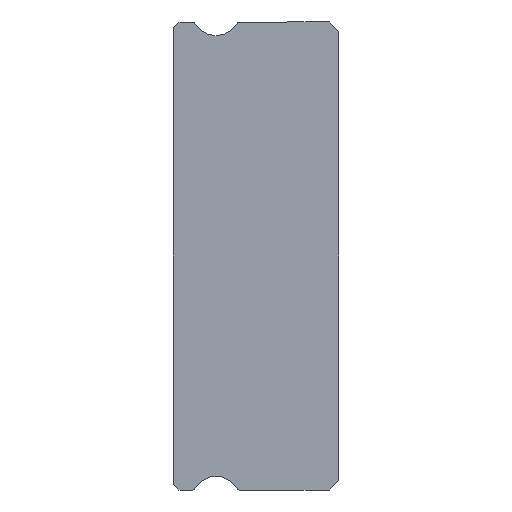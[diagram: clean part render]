
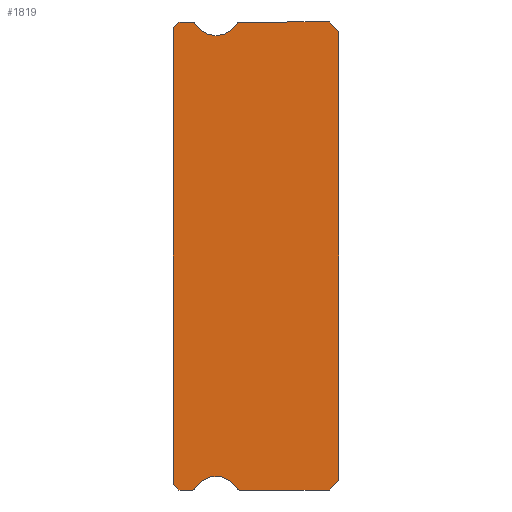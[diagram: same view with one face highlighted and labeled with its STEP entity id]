
A CAD part, left-side view. The second image highlights one B-rep face of the part: STEP entity #1819.
In plain terms, the highlighted planar face has unit normal (-1, 0, 0).
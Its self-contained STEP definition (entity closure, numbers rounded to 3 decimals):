
#89 = CARTESIAN_POINT ( 'NONE',  ( -20., 0., 11.5 ) ) ;
#93 = CIRCLE ( 'NONE', #5225, 0.15 ) ;
#113 = VERTEX_POINT ( 'NONE', #716 ) ;
#122 = AXIS2_PLACEMENT_3D ( 'NONE', #3260, #2281, #4669 ) ;
#163 = CARTESIAN_POINT ( 'NONE',  ( -20., 0., 11.5 ) ) ;
#171 = AXIS2_PLACEMENT_3D ( 'NONE', #3196, #2845, #3725 ) ;
#220 = CARTESIAN_POINT ( 'NONE',  ( -20., 5.088, 12. ) ) ;
#249 = EDGE_CURVE ( 'NONE', #507, #4031, #3896, .T. ) ;
#261 = LINE ( 'NONE', #3642, #5991 ) ;
#265 = CARTESIAN_POINT ( 'NONE',  ( -20., 8.2, 12. ) ) ;
#352 = ORIENTED_EDGE ( 'NONE', *, *, #4099, .T. ) ;
#379 = CIRCLE ( 'NONE', #4802, 1.25 ) ;
#459 = EDGE_CURVE ( 'NONE', #2797, #5920, #1828, .T. ) ;
#507 = VERTEX_POINT ( 'NONE', #4151 ) ;
#528 = EDGE_CURVE ( 'NONE', #113, #4371, #4442, .T. ) ;
#626 = VECTOR ( 'NONE', #4158, 1000. ) ;
#665 = CARTESIAN_POINT ( 'NONE',  ( -20., 7.383, 11.925 ) ) ;
#683 = EDGE_CURVE ( 'NONE', #3778, #5690, #2362, .T. ) ;
#697 = LINE ( 'NONE', #3045, #2169 ) ;
#716 = CARTESIAN_POINT ( 'NONE',  ( -20., 5.088, -12. ) ) ;
#804 = CARTESIAN_POINT ( 'NONE',  ( -20., 5.088, -11.85 ) ) ;
#810 = CARTESIAN_POINT ( 'NONE',  ( -20., 8.2, -12. ) ) ;
#924 = EDGE_LOOP ( 'NONE', ( #5011, #5190, #352, #3330, #4231, #4800, #5518, #2681, #5207, #5198, #3578, #3483, #4098, #4408, #3270, #3424, #4915 ) ) ;
#930 = PLANE ( 'NONE',  #5906 ) ;
#956 = CARTESIAN_POINT ( 'NONE',  ( -20., 7.512, 11.85 ) ) ;
#961 = DIRECTION ( 'NONE',  ( 1., 0., 0. ) ) ;
#1098 = LINE ( 'NONE', #3036, #4394 ) ;
#1130 = EDGE_CURVE ( 'NONE', #3383, #1884, #2573, .T. ) ;
#1140 = CARTESIAN_POINT ( 'NONE',  ( -20., 6.3, 12.55 ) ) ;
#1306 = CARTESIAN_POINT ( 'NONE',  ( -20., 8.2, 12. ) ) ;
#1316 = VECTOR ( 'NONE', #2859, 1000. ) ;
#1440 = CARTESIAN_POINT ( 'NONE',  ( -20., 7.383, -11.925 ) ) ;
#1585 = CARTESIAN_POINT ( 'NONE',  ( -20., 5.217, 11.925 ) ) ;
#1586 = CIRCLE ( 'NONE', #171, 0.15 ) ;
#1640 = VECTOR ( 'NONE', #3929, 1000. ) ;
#1739 = DIRECTION ( 'NONE',  ( 0., 0., -1. ) ) ;
#1785 = CARTESIAN_POINT ( 'NONE',  ( -20., 6.3, -12.55 ) ) ;
#1801 = VERTEX_POINT ( 'NONE', #1440 ) ;
#1819 = ADVANCED_FACE ( 'NONE', ( #4782 ), #930, .F. ) ;
#1828 = CIRCLE ( 'NONE', #5344, 1.25 ) ;
#1853 = DIRECTION ( 'NONE',  ( 1., 0., 0. ) ) ;
#1877 = CARTESIAN_POINT ( 'NONE',  ( -20., 8.5, 11.7 ) ) ;
#1884 = VERTEX_POINT ( 'NONE', #89 ) ;
#1979 = CARTESIAN_POINT ( 'NONE',  ( -20., 0.5, 12. ) ) ;
#2063 = CIRCLE ( 'NONE', #2868, 1.25 ) ;
#2097 = DIRECTION ( 'NONE',  ( 0., 0., 1. ) ) ;
#2136 = LINE ( 'NONE', #4052, #2853 ) ;
#2169 = VECTOR ( 'NONE', #2216, 1000. ) ;
#2185 = CARTESIAN_POINT ( 'NONE',  ( -20., 7.512, 12. ) ) ;
#2206 = EDGE_CURVE ( 'NONE', #2980, #2945, #93, .T. ) ;
#2216 = DIRECTION ( 'NONE',  ( 0., -1., 0. ) ) ;
#2281 = DIRECTION ( 'NONE',  ( 1., 0., 0. ) ) ;
#2362 = LINE ( 'NONE', #1877, #1316 ) ;
#2418 = VECTOR ( 'NONE', #2097, 1000. ) ;
#2455 = CARTESIAN_POINT ( 'NONE',  ( -20., 0.5, 12. ) ) ;
#2543 = EDGE_CURVE ( 'NONE', #4956, #113, #261, .T. ) ;
#2573 = LINE ( 'NONE', #163, #2418 ) ;
#2652 = VECTOR ( 'NONE', #4555, 1000. ) ;
#2681 = ORIENTED_EDGE ( 'NONE', *, *, #4566, .F. ) ;
#2797 = VERTEX_POINT ( 'NONE', #3048 ) ;
#2834 = VECTOR ( 'NONE', #5197, 1000. ) ;
#2845 = DIRECTION ( 'NONE',  ( 1., 0., 0. ) ) ;
#2853 = VECTOR ( 'NONE', #3579, 1000. ) ;
#2859 = DIRECTION ( 'NONE',  ( 0., 0.707, -0.707 ) ) ;
#2868 = AXIS2_PLACEMENT_3D ( 'NONE', #1785, #5525, #5987 ) ;
#2870 = CARTESIAN_POINT ( 'NONE',  ( -20., 7.512, 11.85 ) ) ;
#2896 = DIRECTION ( 'NONE',  ( 0., 0., -1. ) ) ;
#2945 = VERTEX_POINT ( 'NONE', #665 ) ;
#2980 = VERTEX_POINT ( 'NONE', #2185 ) ;
#3029 = DIRECTION ( 'NONE',  ( -1., 0., 0. ) ) ;
#3036 = CARTESIAN_POINT ( 'NONE',  ( -20., 8.5, 11.85 ) ) ;
#3037 = EDGE_CURVE ( 'NONE', #2945, #2797, #379, .T. ) ;
#3045 = CARTESIAN_POINT ( 'NONE',  ( -20., 7.512, 12. ) ) ;
#3048 = CARTESIAN_POINT ( 'NONE',  ( -20., 6.3, 11.3 ) ) ;
#3060 = EDGE_CURVE ( 'NONE', #1801, #3535, #1586, .T. ) ;
#3069 = CARTESIAN_POINT ( 'NONE',  ( -20., 0., -11.5 ) ) ;
#3082 = CARTESIAN_POINT ( 'NONE',  ( -20., 8.5, 11.7 ) ) ;
#3118 = DIRECTION ( 'NONE',  ( 0., 0., -1. ) ) ;
#3196 = CARTESIAN_POINT ( 'NONE',  ( -20., 7.512, -11.85 ) ) ;
#3260 = CARTESIAN_POINT ( 'NONE',  ( -20., 5.088, 11.85 ) ) ;
#3270 = ORIENTED_EDGE ( 'NONE', *, *, #2206, .F. ) ;
#3330 = ORIENTED_EDGE ( 'NONE', *, *, #3060, .F. ) ;
#3383 = VERTEX_POINT ( 'NONE', #3069 ) ;
#3424 = ORIENTED_EDGE ( 'NONE', *, *, #4491, .T. ) ;
#3483 = ORIENTED_EDGE ( 'NONE', *, *, #3889, .F. ) ;
#3535 = VERTEX_POINT ( 'NONE', #4250 ) ;
#3578 = ORIENTED_EDGE ( 'NONE', *, *, #6079, .F. ) ;
#3579 = DIRECTION ( 'NONE',  ( 0., 0.707, -0.707 ) ) ;
#3610 = DIRECTION ( 'NONE',  ( 0., 1., 0. ) ) ;
#3642 = CARTESIAN_POINT ( 'NONE',  ( -20., 7.512, -12. ) ) ;
#3649 = CIRCLE ( 'NONE', #122, 0.15 ) ;
#3682 = EDGE_CURVE ( 'NONE', #4371, #1801, #2063, .T. ) ;
#3725 = DIRECTION ( 'NONE',  ( 0., 0., -1. ) ) ;
#3778 = VERTEX_POINT ( 'NONE', #1306 ) ;
#3889 = EDGE_CURVE ( 'NONE', #5920, #6063, #3649, .T. ) ;
#3896 = LINE ( 'NONE', #4280, #2834 ) ;
#3929 = DIRECTION ( 'NONE',  ( 0., -0.707, -0.707 ) ) ;
#3930 = CARTESIAN_POINT ( 'NONE',  ( -20., 6.3, 12.55 ) ) ;
#4031 = VERTEX_POINT ( 'NONE', #810 ) ;
#4052 = CARTESIAN_POINT ( 'NONE',  ( -20., 0., -11.5 ) ) ;
#4098 = ORIENTED_EDGE ( 'NONE', *, *, #459, .F. ) ;
#4099 = EDGE_CURVE ( 'NONE', #4031, #3535, #5125, .T. ) ;
#4136 = DIRECTION ( 'NONE',  ( 0., 0., -1. ) ) ;
#4151 = CARTESIAN_POINT ( 'NONE',  ( -20., 8.5, -11.7 ) ) ;
#4158 = DIRECTION ( 'NONE',  ( 0., -1., 0. ) ) ;
#4231 = ORIENTED_EDGE ( 'NONE', *, *, #3682, .F. ) ;
#4250 = CARTESIAN_POINT ( 'NONE',  ( -20., 7.512, -12. ) ) ;
#4280 = CARTESIAN_POINT ( 'NONE',  ( -20., 8.2, -12. ) ) ;
#4371 = VERTEX_POINT ( 'NONE', #4402 ) ;
#4379 = VERTEX_POINT ( 'NONE', #1979 ) ;
#4394 = VECTOR ( 'NONE', #4949, 1000. ) ;
#4402 = CARTESIAN_POINT ( 'NONE',  ( -20., 5.217, -11.925 ) ) ;
#4408 = ORIENTED_EDGE ( 'NONE', *, *, #3037, .F. ) ;
#4412 = EDGE_CURVE ( 'NONE', #4379, #1884, #4433, .T. ) ;
#4433 = LINE ( 'NONE', #2455, #1640 ) ;
#4442 = CIRCLE ( 'NONE', #5448, 0.15 ) ;
#4491 = EDGE_CURVE ( 'NONE', #2980, #3778, #6022, .T. ) ;
#4514 = DIRECTION ( 'NONE',  ( -1., 0., 0. ) ) ;
#4555 = DIRECTION ( 'NONE',  ( 0., 1., 0. ) ) ;
#4566 = EDGE_CURVE ( 'NONE', #3383, #4956, #2136, .T. ) ;
#4625 = CARTESIAN_POINT ( 'NONE',  ( -20., 7.512, -12. ) ) ;
#4648 = DIRECTION ( 'NONE',  ( 1., 0., 0. ) ) ;
#4669 = DIRECTION ( 'NONE',  ( 0., 0., -1. ) ) ;
#4782 = FACE_OUTER_BOUND ( 'NONE', #924, .T. ) ;
#4800 = ORIENTED_EDGE ( 'NONE', *, *, #528, .F. ) ;
#4802 = AXIS2_PLACEMENT_3D ( 'NONE', #1140, #4514, #4136 ) ;
#4915 = ORIENTED_EDGE ( 'NONE', *, *, #683, .T. ) ;
#4949 = DIRECTION ( 'NONE',  ( 0., 0., 1. ) ) ;
#4956 = VERTEX_POINT ( 'NONE', #6013 ) ;
#5011 = ORIENTED_EDGE ( 'NONE', *, *, #5591, .F. ) ;
#5125 = LINE ( 'NONE', #4625, #626 ) ;
#5190 = ORIENTED_EDGE ( 'NONE', *, *, #249, .T. ) ;
#5197 = DIRECTION ( 'NONE',  ( 0., -0.707, -0.707 ) ) ;
#5198 = ORIENTED_EDGE ( 'NONE', *, *, #4412, .F. ) ;
#5207 = ORIENTED_EDGE ( 'NONE', *, *, #1130, .T. ) ;
#5225 = AXIS2_PLACEMENT_3D ( 'NONE', #956, #1853, #2896 ) ;
#5344 = AXIS2_PLACEMENT_3D ( 'NONE', #3930, #3029, #5470 ) ;
#5448 = AXIS2_PLACEMENT_3D ( 'NONE', #804, #4648, #3118 ) ;
#5470 = DIRECTION ( 'NONE',  ( 0., 0., -1. ) ) ;
#5518 = ORIENTED_EDGE ( 'NONE', *, *, #2543, .F. ) ;
#5525 = DIRECTION ( 'NONE',  ( -1., 0., 0. ) ) ;
#5591 = EDGE_CURVE ( 'NONE', #507, #5690, #1098, .T. ) ;
#5690 = VERTEX_POINT ( 'NONE', #3082 ) ;
#5906 = AXIS2_PLACEMENT_3D ( 'NONE', #2870, #961, #1739 ) ;
#5920 = VERTEX_POINT ( 'NONE', #1585 ) ;
#5987 = DIRECTION ( 'NONE',  ( 0., 0., -1. ) ) ;
#5991 = VECTOR ( 'NONE', #3610, 1000. ) ;
#6013 = CARTESIAN_POINT ( 'NONE',  ( -20., 0.5, -12. ) ) ;
#6022 = LINE ( 'NONE', #265, #2652 ) ;
#6063 = VERTEX_POINT ( 'NONE', #220 ) ;
#6079 = EDGE_CURVE ( 'NONE', #6063, #4379, #697, .T. ) ;
